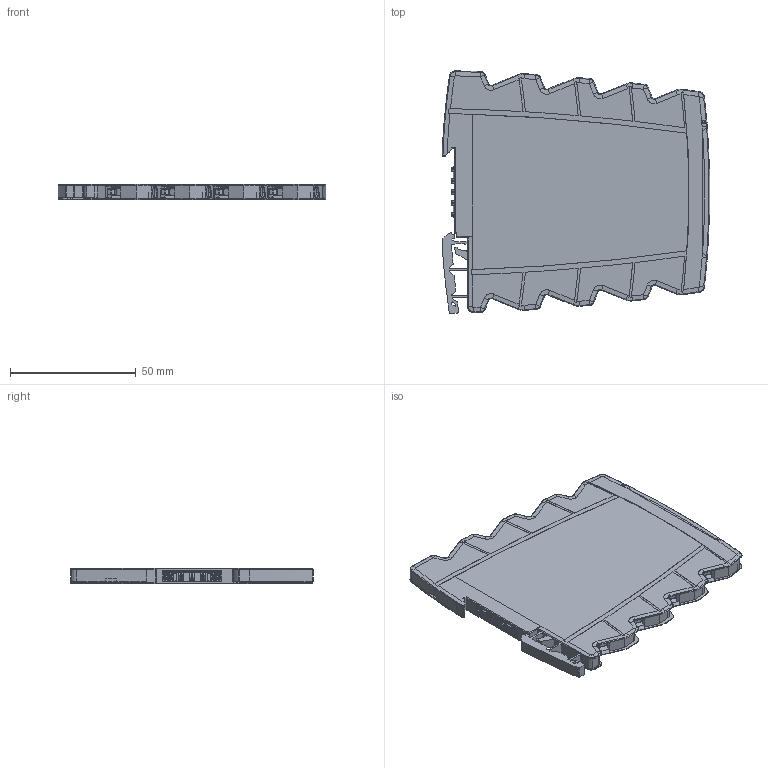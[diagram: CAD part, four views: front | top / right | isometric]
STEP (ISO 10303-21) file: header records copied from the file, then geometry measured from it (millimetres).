
FILE_DESCRIPTION((''),'2;1');
FILE_NAME('DM_CAD-2388','2016-09-12T',('creinig-se'),(''),'PRO/ENGINEER BY PARAMETRIC TECHNOLOGY CORPORATION, 2015440','PRO/ENGINEER BY PARAMETRIC TECHNOLOGY CORPORATION, 2015440','');
FILE_SCHEMA(('CONFIG_CONTROL_DESIGN'));
Products named in the file (1): DM_CAD-2388
Bounding box: 106.41 x 96.48 x 6.2 mm (x, y, z)
Volume: 50400.9 mm3; surface area: 26147.4 mm2
Topology: 1 solids, 45 shells, 2057 faces, 5564 edges, 3545 vertices
Faces by surface type: plane 1337, cylinder 440, bspline 125, torus 61, extrusion 54, cone 34, revolution 4, sphere 2
Entity records: 85184 total; most frequent: CARTESIAN_POINT 18320, ORIENTED_EDGE 11096, DIRECTION 9221, PRESENTATION_STYLE_ASSIGNMENT 5549, STYLED_ITEM 5549, CURVE_STYLE 5548, EDGE_CURVE 5548, VECTOR 3991
